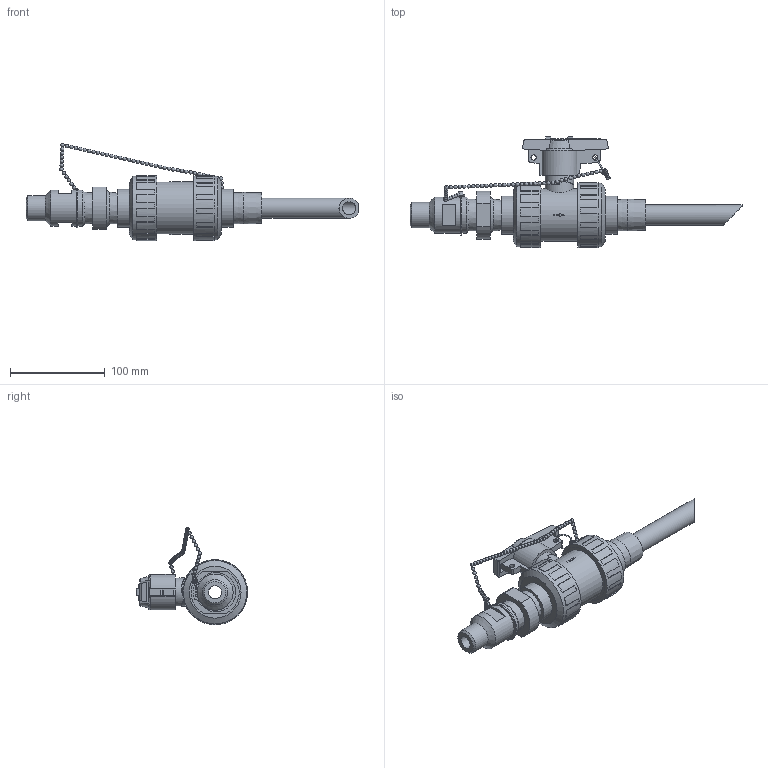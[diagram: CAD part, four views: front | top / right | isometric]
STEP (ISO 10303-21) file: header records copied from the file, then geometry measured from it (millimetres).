
FILE_DESCRIPTION(/* description */ (''),/* implementation_level */ '2;1');
FILE_NAME(/* name */ 'CS-75A10A-4IA-DDDV_R0.stp',/* time_stamp */ '2024-11-07T09:49:56-05:00',/* author */ ('SalesDesk5'),/* organization */ (''),/* preprocessor_version */ 'ST-DEVELOPER v20',/* originating_system */ 'Autodesk Inventor 2025',/* authorisation */ '');
FILE_SCHEMA (('CONFIG_CONTROL_DESIGN'));
Length unit declared in the file: inch
Products named in the file (1): Part2
Bounding box: 350.42 x 117.18 x 102.69 mm (x, y, z)
Volume: 468073.8 mm3; surface area: 146798.3 mm2
Topology: 19 solids, 19 shells, 530 faces, 1407 edges, 928 vertices
Faces by surface type: plane 303, cylinder 130, sphere 63, cone 25, torus 9
Full cylindrical faces by diameter (mm): 0.9 x54, 2.5 x2, 3.8 x2, 4 x2, 5.5 x2, 13.716 x1, 13.868 x1, 21.336 x1, 22.225 x1, 24.308 x1, 25 x1, 25.095 x1, 26.67 x1, 28.651 x1, 29.98 x1, 30 x1, 32 x2, 33.169 x1, 33.782 x1, 38.1 x2, 39.98 x2, 40 x2, 55.465 x2, 55.485 x3, 61.63 x2, 61.65 x2, 67.13 x2, 68.5 x2
Entity records: 17411 total; most frequent: CARTESIAN_POINT 3093, DIRECTION 3065, ORIENTED_EDGE 2796, EDGE_CURVE 1398, AXIS2_PLACEMENT_3D 1182, VERTEX_POINT 928, LINE 701, VECTOR 701
